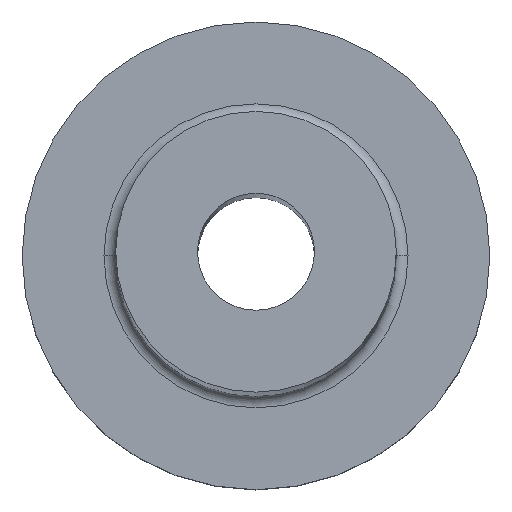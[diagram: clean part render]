
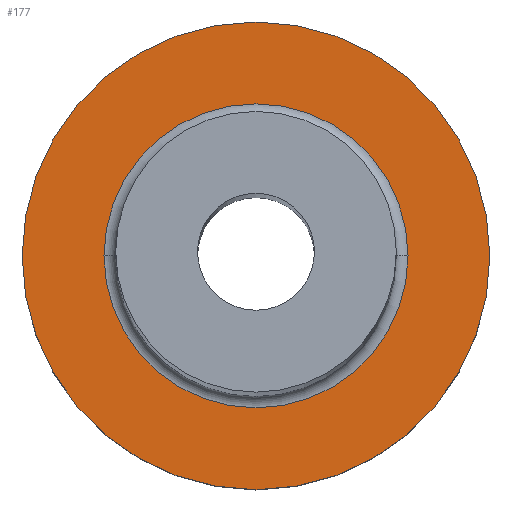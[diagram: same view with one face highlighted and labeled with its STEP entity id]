
A CAD part, top view. The second image highlights one B-rep face of the part: STEP entity #177.
In plain terms, the highlighted planar face has unit normal (0, 0, 1).
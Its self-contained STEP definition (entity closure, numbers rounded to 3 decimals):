
#4 = CARTESIAN_POINT ( 'NONE',  ( 10., 0., 7. ) ) ;
#27 = EDGE_CURVE ( 'NONE', #338, #251, #255, .T. ) ;
#41 = EDGE_LOOP ( 'NONE', ( #192, #107 ) ) ;
#46 = AXIS2_PLACEMENT_3D ( 'NONE', #117, #353, #179 ) ;
#52 = CIRCLE ( 'NONE', #244, 6.5 ) ;
#58 = DIRECTION ( 'NONE',  ( 0., 0., 1. ) ) ;
#82 = DIRECTION ( 'NONE',  ( 1., 0., 0. ) ) ;
#107 = ORIENTED_EDGE ( 'NONE', *, *, #173, .T. ) ;
#114 = CARTESIAN_POINT ( 'NONE',  ( 0., 0., 7. ) ) ;
#115 = FACE_BOUND ( 'NONE', #41, .T. ) ;
#117 = CARTESIAN_POINT ( 'NONE',  ( 0., 0., 7. ) ) ;
#128 = CARTESIAN_POINT ( 'NONE',  ( -6.5, 0., 7. ) ) ;
#144 = EDGE_CURVE ( 'NONE', #251, #338, #354, .T. ) ;
#153 = CARTESIAN_POINT ( 'NONE',  ( -10., 0., 7. ) ) ;
#154 = EDGE_CURVE ( 'NONE', #258, #243, #52, .T. ) ;
#161 = ORIENTED_EDGE ( 'NONE', *, *, #144, .T. ) ;
#173 = EDGE_CURVE ( 'NONE', #243, #258, #332, .T. ) ;
#177 = ADVANCED_FACE ( 'NONE', ( #115, #262 ), #313, .T. ) ;
#179 = DIRECTION ( 'NONE',  ( 1., 0., 0. ) ) ;
#189 = EDGE_LOOP ( 'NONE', ( #161, #276 ) ) ;
#192 = ORIENTED_EDGE ( 'NONE', *, *, #154, .T. ) ;
#199 = DIRECTION ( 'NONE',  ( 1., 0., 0. ) ) ;
#207 = CARTESIAN_POINT ( 'NONE',  ( 0., 0., 7. ) ) ;
#229 = DIRECTION ( 'NONE',  ( 1., 0., 0. ) ) ;
#233 = DIRECTION ( 'NONE',  ( 0., 0., 1. ) ) ;
#240 = CARTESIAN_POINT ( 'NONE',  ( 6.5, 0., 7. ) ) ;
#243 = VERTEX_POINT ( 'NONE', #128 ) ;
#244 = AXIS2_PLACEMENT_3D ( 'NONE', #297, #376, #374 ) ;
#251 = VERTEX_POINT ( 'NONE', #153 ) ;
#255 = CIRCLE ( 'NONE', #323, 10. ) ;
#258 = VERTEX_POINT ( 'NONE', #240 ) ;
#262 = FACE_OUTER_BOUND ( 'NONE', #189, .T. ) ;
#264 = CARTESIAN_POINT ( 'NONE',  ( 0., 0., 7. ) ) ;
#276 = ORIENTED_EDGE ( 'NONE', *, *, #27, .T. ) ;
#295 = AXIS2_PLACEMENT_3D ( 'NONE', #264, #233, #199 ) ;
#297 = CARTESIAN_POINT ( 'NONE',  ( 0., 0., 7. ) ) ;
#305 = DIRECTION ( 'NONE',  ( 0., 0., 1. ) ) ;
#313 = PLANE ( 'NONE',  #358 ) ;
#323 = AXIS2_PLACEMENT_3D ( 'NONE', #114, #305, #82 ) ;
#332 = CIRCLE ( 'NONE', #46, 6.5 ) ;
#338 = VERTEX_POINT ( 'NONE', #4 ) ;
#353 = DIRECTION ( 'NONE',  ( 0., 0., -1. ) ) ;
#354 = CIRCLE ( 'NONE', #295, 10. ) ;
#358 = AXIS2_PLACEMENT_3D ( 'NONE', #207, #58, #229 ) ;
#374 = DIRECTION ( 'NONE',  ( 1., 0., 0. ) ) ;
#376 = DIRECTION ( 'NONE',  ( 0., 0., -1. ) ) ;
